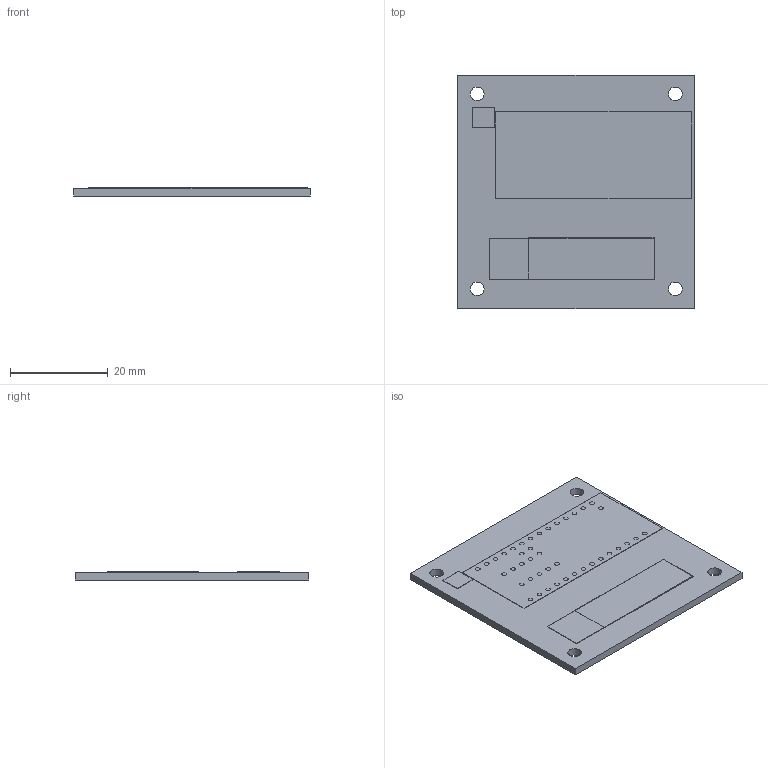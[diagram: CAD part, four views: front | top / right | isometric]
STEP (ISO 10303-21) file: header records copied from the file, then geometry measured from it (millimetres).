
FILE_DESCRIPTION(/* description */ (''),/* implementation_level */ '2;1');
FILE_NAME(/* name */ '5893de4f-49fc-4024-b7e1-3fa13bc546e1.stp',/* time_stamp */ '2018-12-18T09:08:28+00:00',/* author */ (''),/* organization */ (''),/* preprocessor_version */ 'ST-DEVELOPER v17.2',/* originating_system */ 'Autodesk Translation Framework v7.6.0.251',/* authorisation */ '');
FILE_SCHEMA (('AUTOMOTIVE_DESIGN { 1 0 10303 214 3 1 1 }'));
Length unit declared in the file: millimetre
Products named in the file (7): 5893de4f-49fc-4024-b7e1-3fa13bc546e1; PCB Component; Board; TEENSY_COMBO; FPC_DUAL; FPC_DUAL_FRONT; OSHW_5MM
Assembly tree (6 placements, depth 3):
  5893de4f-49fc-4024-b7e1-3fa13bc546e1
    PCB Component
      Board
      TEENSY_COMBO
      FPC_DUAL
      FPC_DUAL_FRONT
      OSHW_5MM
Bounding box: 48.26 x 47.75 x 1.67 mm (x, y, z)
Volume: 3655.6 mm3; surface area: 7544.7 mm2
Topology: 5 solids, 5 shells, 75 faces, 195 edges, 130 vertices
Faces by surface type: cylinder 45, plane 30
Full cylindrical faces by diameter (mm): 0.965 x41, 2.8 x4
Entity records: 2782 total; most frequent: DIRECTION 461, CARTESIAN_POINT 413, ORIENTED_EDGE 390, EDGE_CURVE 195, AXIS2_PLACEMENT_3D 178, EDGE_LOOP 165, VERTEX_POINT 130, LINE 105
